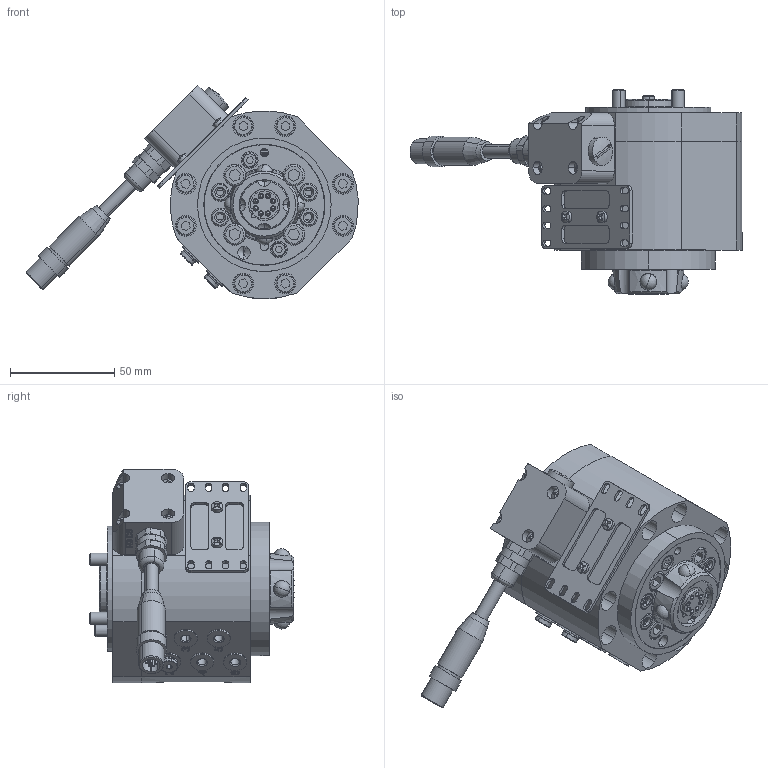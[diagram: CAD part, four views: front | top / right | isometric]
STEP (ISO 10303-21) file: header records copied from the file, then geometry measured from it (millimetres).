
FILE_DESCRIPTION (( 'STEP AP203' ), '1' );
FILE_NAME ('P1143.STEP', '2018-06-26T07:43:02', ( 'admin' ), ( '' ), 'SwSTEP 2.0', 'SolidWorks 2016', '' );
FILE_SCHEMA (( 'CONFIG_CONTROL_DESIGN' ));
Length unit declared in the file: millimetre
Products named in the file (1): P1143
Bounding box: 159.01 x 98.16 x 102.27 mm (x, y, z)
Volume: 298375.2 mm3; surface area: 156963.1 mm2
Topology: 59 solids, 67 shells, 2259 faces, 5492 edges, 3504 vertices
Faces by surface type: plane 826, cylinder 810, cone 278, bspline 193, torus 90, sphere 62
Entity records: 77240 total; most frequent: CARTESIAN_POINT 24264, DIRECTION 11095, ORIENTED_EDGE 10796, EDGE_CURVE 5398, AXIS2_PLACEMENT_3D 4265, VERTEX_POINT 3476, EDGE_LOOP 2636, VECTOR 2565
